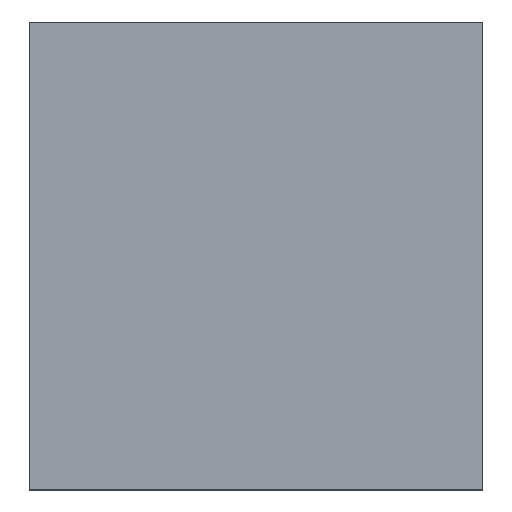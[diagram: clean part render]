
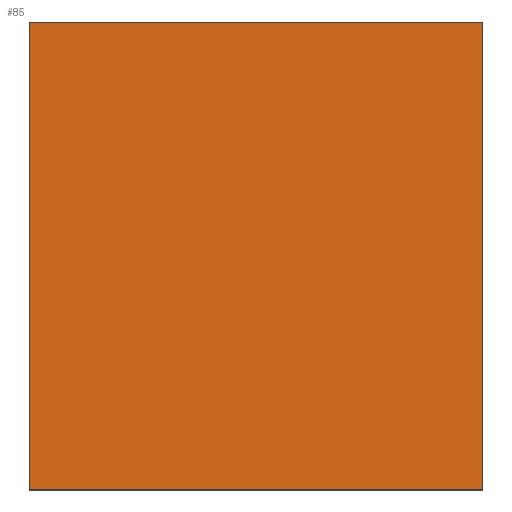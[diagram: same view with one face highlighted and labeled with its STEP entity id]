
A CAD part, top view. The second image highlights one B-rep face of the part: STEP entity #85.
In plain terms, the highlighted planar face has unit normal (0, 0, 1).
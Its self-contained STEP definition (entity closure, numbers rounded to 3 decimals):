
#85=ADVANCED_FACE('',(#166),#167,.T.);
#166=FACE_OUTER_BOUND('',#240,.T.);
#167=PLANE('',#241);
#240=EDGE_LOOP('',(#403,#404,#405,#406));
#241=AXIS2_PLACEMENT_3D('',#407,#408,#409);
#403=ORIENTED_EDGE('',*,*,#483,.F.);
#404=ORIENTED_EDGE('',*,*,#537,.F.);
#405=ORIENTED_EDGE('',*,*,#531,.T.);
#406=ORIENTED_EDGE('',*,*,#538,.T.);
#407=CARTESIAN_POINT('',(-91.35,0.2,4.2));
#408=DIRECTION('',(0.0,-0.0,1.0));
#409=DIRECTION('',(0.0,1.0,0.0));
#483=EDGE_CURVE('',#584,#580,#586,.T.);
#531=EDGE_CURVE('',#653,#651,#654,.T.);
#537=EDGE_CURVE('',#653,#584,#660,.T.);
#538=EDGE_CURVE('',#651,#580,#661,.T.);
#580=VERTEX_POINT('',#715);
#584=VERTEX_POINT('',#721);
#586=LINE('',#724,#725);
#651=VERTEX_POINT('',#817);
#653=VERTEX_POINT('',#820);
#654=LINE('',#821,#822);
#660=LINE('',#829,#830);
#661=LINE('',#831,#832);
#715=CARTESIAN_POINT('',(0.0,0.0,4.2));
#721=CARTESIAN_POINT('',(10.15,0.0,4.2));
#724=CARTESIAN_POINT('',(-91.35,0.0,4.2));
#725=VECTOR('',#863,1.0);
#817=CARTESIAN_POINT('',(0.0,10.5,4.2));
#820=CARTESIAN_POINT('',(10.15,10.5,4.2));
#821=CARTESIAN_POINT('',(-91.35,10.5,4.2));
#822=VECTOR('',#910,1.0);
#829=CARTESIAN_POINT('',(10.15,185.154,4.2));
#830=VECTOR('',#918,1.0);
#831=CARTESIAN_POINT('',(0.0,185.154,4.2));
#832=VECTOR('',#919,1.0);
#863=DIRECTION('',(-1.0,0.0,0.0));
#910=DIRECTION('',(-1.0,0.0,0.0));
#918=DIRECTION('',(0.0,-1.0,0.0));
#919=DIRECTION('',(0.0,-1.0,0.0));
